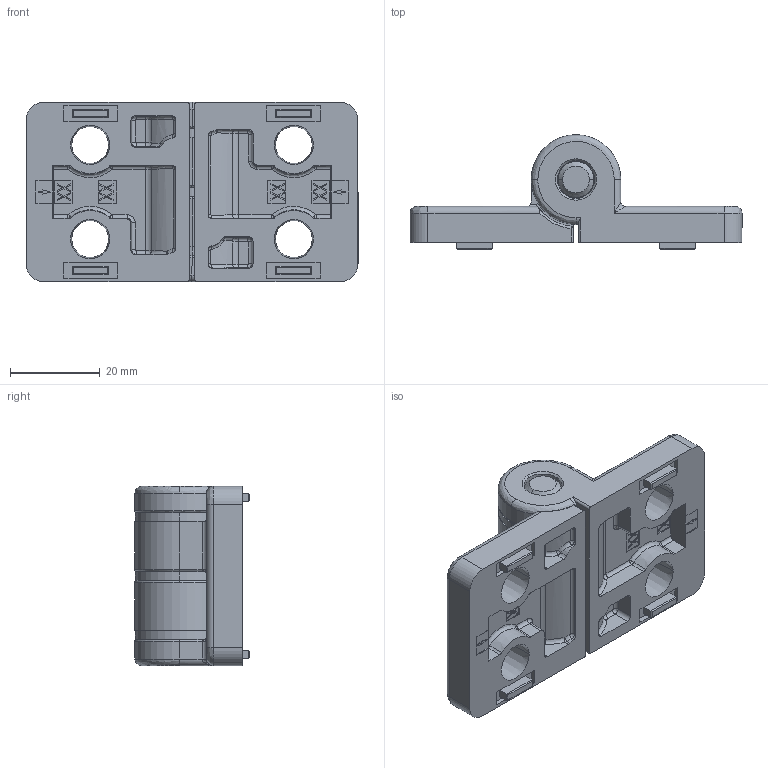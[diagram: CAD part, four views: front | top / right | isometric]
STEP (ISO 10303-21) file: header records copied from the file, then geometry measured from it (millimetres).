
FILE_DESCRIPTION (( 'STEP AP214' ), '1' );
FILE_NAME ('095Z4040F08S.STEP', '2014-05-08T12:15:34', ( '' ), ( '' ), 'SwSTEP 2.0', 'SolidWorks 2014', '' );
FILE_SCHEMA (( 'AUTOMOTIVE_DESIGN' ));
Length unit declared in the file: millimetre
Products named in the file (1): 095Z4040F08S
Bounding box: 74 x 25.5 x 40 mm (x, y, z)
Volume: 28395.7 mm3; surface area: 16715.1 mm2
Topology: 6 solids, 6 shells, 508 faces, 1282 edges, 806 vertices
Faces by surface type: plane 266, cylinder 106, bspline 104, cone 32
Entity records: 22823 total; most frequent: CARTESIAN_POINT 5609, ORIENTED_EDGE 2552, DIRECTION 2148, EDGE_CURVE 1276, VECTOR 806, VERTEX_POINT 806, LINE 806, AXIS2_PLACEMENT_3D 671
